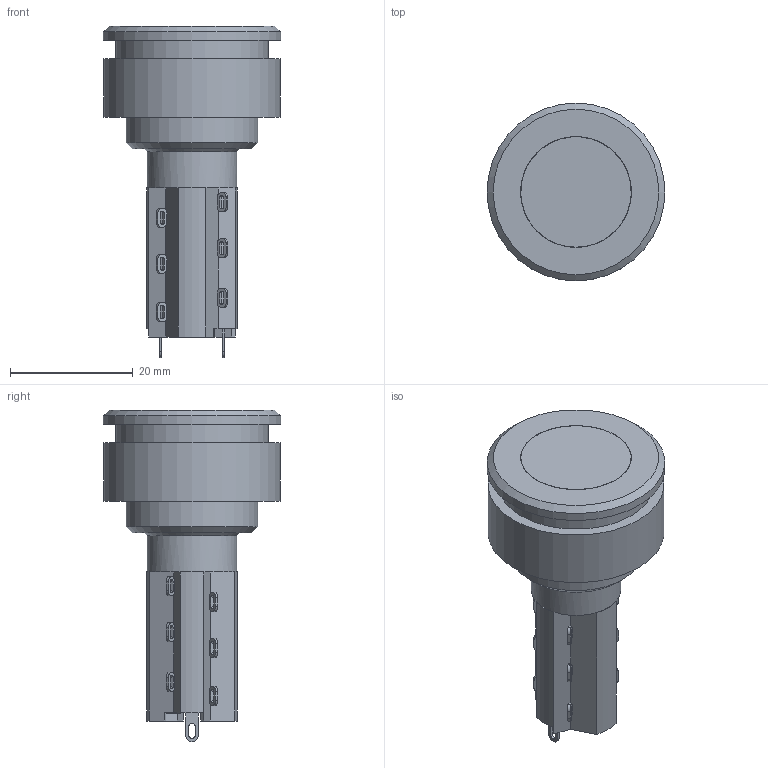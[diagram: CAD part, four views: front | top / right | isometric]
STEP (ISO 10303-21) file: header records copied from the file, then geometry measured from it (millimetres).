
FILE_DESCRIPTION((' '),'2;1');
FILE_NAME('LASxxV33xxxxxxx.stp','2017-08-02T10:08:36',(' '),(' '),' ','ACIS',' ');
FILE_SCHEMA(('CONFIG_CONTROL_DESIGN'));
Length unit declared in the file: inch
Products named in the file (3): LASxxV33xxxxxxx.stp; Body1; Body2
Assembly tree (2 placements, depth 2):
  LASxxV33xxxxxxx.stp
    Body1
    Body2
Bounding box: 29 x 29 x 54.03 mm (x, y, z)
Volume: 12385.3 mm3; surface area: 9459 mm2
Topology: 2 solids, 11 shells, 506 faces, 1348 edges, 894 vertices
Faces by surface type: plane 305, cylinder 138, bspline 53, cone 5, torus 3, sphere 2
Full cylindrical faces by diameter (mm): 3.2 x2, 3.5 x1, 5.7 x2, 7 x1, 13 x1, 14.5 x2, 14.6 x1, 18 x1, 18.1 x1, 20 x1, 20.917 x1, 21.5 x1, 23 x2, 24.8 x1, 25 x1, 25.4 x1, 28.8 x1, 29 x1
Entity records: 16194 total; most frequent: CARTESIAN_POINT 3356, ORIENTED_EDGE 2610, DIRECTION 2464, EDGE_CURVE 1305, VERTEX_POINT 883, VECTOR 850, LINE 850, AXIS2_PLACEMENT_3D 807
